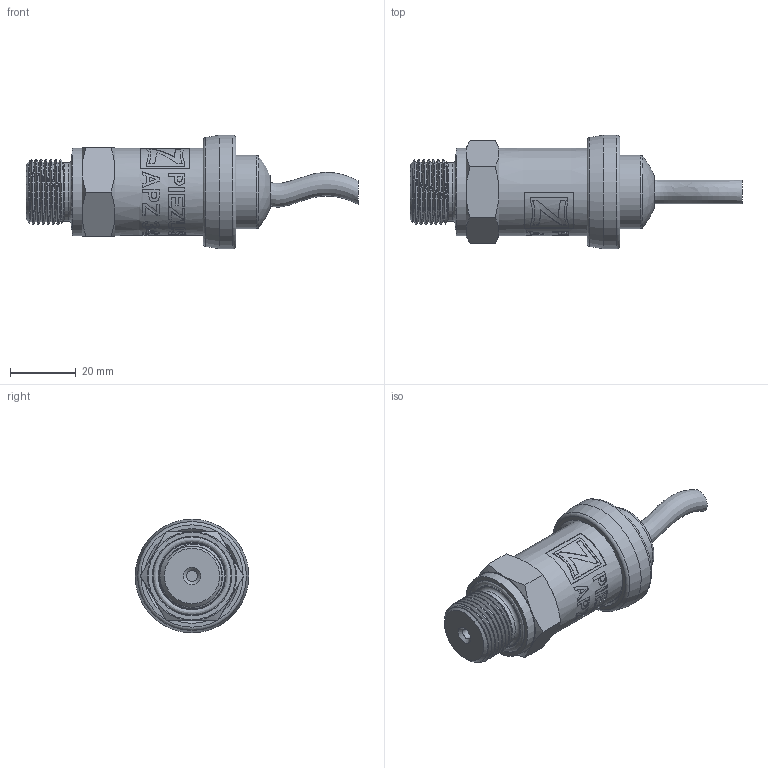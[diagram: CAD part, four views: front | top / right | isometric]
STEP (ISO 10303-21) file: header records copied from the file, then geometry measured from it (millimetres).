
FILE_DESCRIPTION(/* description */ (''),/* implementation_level */ '2;1');
FILE_NAME(/* name */ 'APZ3420_M20x1,5DIN_StainlessSteelCableGland.step',/* time_stamp */ '2021-06-17T10:23:57+03:00',/* author */ (''),/* organization */ (''),/* preprocessor_version */ 'ST-DEVELOPER v18.1',/* originating_system */ 'Autodesk Translation Framework v10.9.0.1377',/* authorisation */ '');
FILE_SCHEMA (('AUTOMOTIVE_DESIGN { 1 0 10303 214 3 1 1 }'));
Length unit declared in the file: millimetre
Products named in the file (6): APZ3420_M20x1,5DIN_StainlessSteelCableGland; M20x1,5 DIN; Stainless steel cable gland assembly v3; Stainless steel cable gland v2; Stainless steel cable gland nut v3; wire
Assembly tree (5 placements, depth 3):
  APZ3420_M20x1,5DIN_StainlessSteelCableGland
    M20x1,5 DIN
    Stainless steel cable gland assembly v3
      Stainless steel cable gland v2
      Stainless steel cable gland nut v3
      wire
Bounding box: 100.73 x 34.5 x 34.5 mm (x, y, z)
Volume: 39565.1 mm3; surface area: 11022 mm2
Topology: 3 solids, 3 shells, 370 faces, 1013 edges, 676 vertices
Faces by surface type: bspline 238, cone 48, cylinder 36, plane 35, torus 12, sphere 1
Full cylindrical faces by diameter (mm): 3.3 x1, 17.8 x1, 18.137 x6, 19.85 x5, 20.5 x2, 22.3 x1, 23.7 x2, 24.5 x1, 25.132 x1, 25.526 x1, 27.208 x3, 27.7 x1, 34.5 x1
Entity records: 26182 total; most frequent: CARTESIAN_POINT 18039, ORIENTED_EDGE 2026, DIRECTION 1033, EDGE_CURVE 1013, VERTEX_POINT 676, B_SPLINE_CURVE_WITH_KNOTS 421, EDGE_LOOP 401, LINE 385
